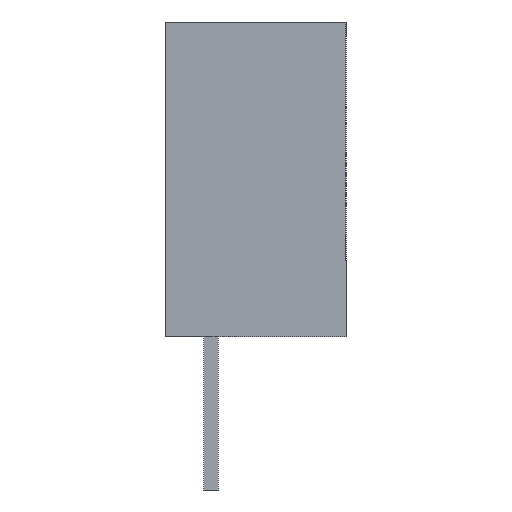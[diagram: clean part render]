
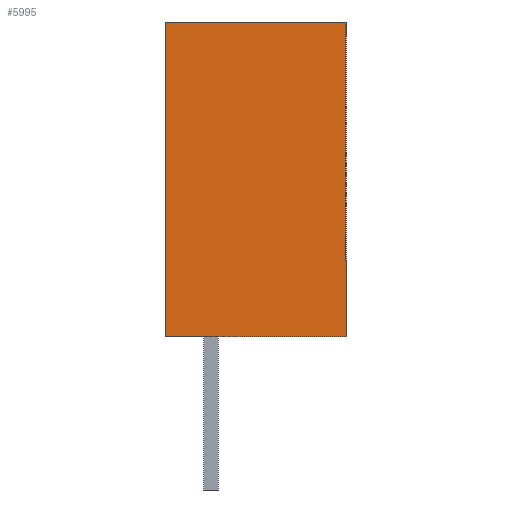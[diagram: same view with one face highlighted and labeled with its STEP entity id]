
A CAD part, left-side view. The second image highlights one B-rep face of the part: STEP entity #5995.
In plain terms, the highlighted planar face has unit normal (-1, 0, 0).
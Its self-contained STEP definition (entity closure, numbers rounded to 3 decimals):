
#1062 = VERTEX_POINT('',#1063);
#1063 = CARTESIAN_POINT('',(-33.274,8.89,2.54));
#1069 = EDGE_CURVE('',#1062,#1070,#1072,.T.);
#1070 = VERTEX_POINT('',#1071);
#1071 = CARTESIAN_POINT('',(-33.274,0.,2.54));
#1072 = LINE('',#1073,#1074);
#1073 = CARTESIAN_POINT('',(-33.274,8.89,2.54));
#1074 = VECTOR('',#1075,1.);
#1075 = DIRECTION('',(0.,-1.,0.));
#1110 = VERTEX_POINT('',#1111);
#1111 = CARTESIAN_POINT('',(-33.274,0.,-2.54));
#1117 = EDGE_CURVE('',#1118,#1110,#1120,.T.);
#1118 = VERTEX_POINT('',#1119);
#1119 = CARTESIAN_POINT('',(-33.274,8.89,-2.54));
#1120 = LINE('',#1121,#1122);
#1121 = CARTESIAN_POINT('',(-33.274,8.89,-2.54));
#1122 = VECTOR('',#1123,1.);
#1123 = DIRECTION('',(0.,-1.,0.));
#1234 = EDGE_CURVE('',#1110,#1070,#1235,.T.);
#1235 = LINE('',#1236,#1237);
#1236 = CARTESIAN_POINT('',(-33.274,0.,-2.54));
#1237 = VECTOR('',#1238,1.);
#1238 = DIRECTION('',(0.,0.,1.));
#5077 = EDGE_CURVE('',#1118,#1062,#5078,.T.);
#5078 = LINE('',#5079,#5080);
#5079 = CARTESIAN_POINT('',(-33.274,8.89,-2.54));
#5080 = VECTOR('',#5081,1.);
#5081 = DIRECTION('',(0.,0.,1.));
#5995 = ADVANCED_FACE('',(#5996),#6002,.F.);
#5996 = FACE_BOUND('',#5997,.T.);
#5997 = EDGE_LOOP('',(#5998,#5999,#6000,#6001));
#5998 = ORIENTED_EDGE('',*,*,#1234,.T.);
#5999 = ORIENTED_EDGE('',*,*,#1069,.F.);
#6000 = ORIENTED_EDGE('',*,*,#5077,.F.);
#6001 = ORIENTED_EDGE('',*,*,#1117,.T.);
#6002 = PLANE('',#6003);
#6003 = AXIS2_PLACEMENT_3D('',#6004,#6005,#6006);
#6004 = CARTESIAN_POINT('',(-33.274,8.89,-2.54));
#6005 = DIRECTION('',(1.,0.,0.));
#6006 = DIRECTION('',(0.,0.,-1.));
